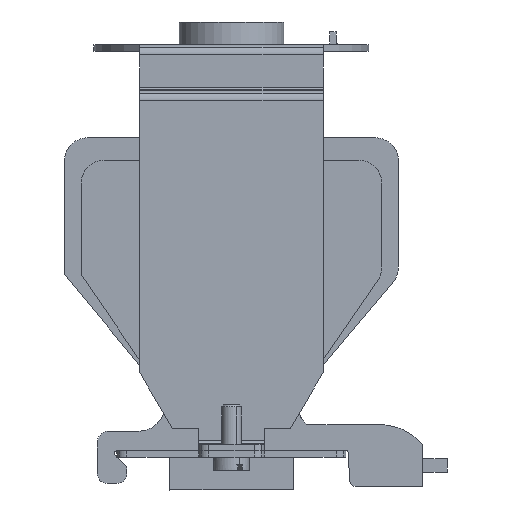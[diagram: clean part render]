
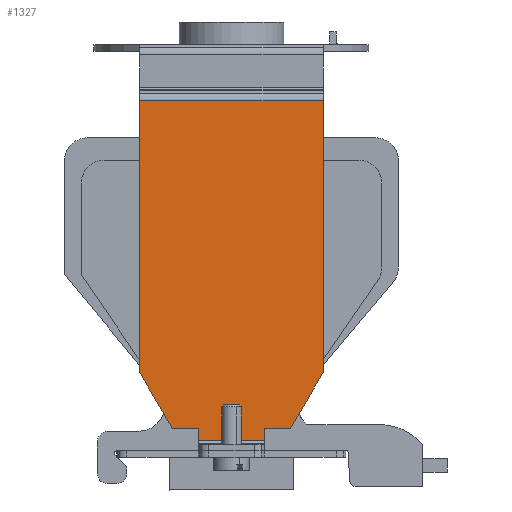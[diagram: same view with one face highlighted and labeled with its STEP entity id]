
A CAD part, left-side view. The second image highlights one B-rep face of the part: STEP entity #1327.
In plain terms, the highlighted planar face has unit normal (-1, 0, 0).
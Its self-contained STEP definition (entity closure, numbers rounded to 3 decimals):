
#1327=ADVANCED_FACE('',(#2708),#2709,.T.);
#2708=FACE_OUTER_BOUND('',#4161,.T.);
#2709=PLANE('',#4162);
#4161=EDGE_LOOP('',(#8165,#8166,#8167,#8168,#8169,#8170,#8171,#8172,#8173,#8174));
#4162=AXIS2_PLACEMENT_3D('',#8175,#8176,#8177);
#8165=ORIENTED_EDGE('',*,*,#10459,.F.);
#8166=ORIENTED_EDGE('',*,*,#10462,.T.);
#8167=ORIENTED_EDGE('',*,*,#10463,.F.);
#8168=ORIENTED_EDGE('',*,*,#10464,.T.);
#8169=ORIENTED_EDGE('',*,*,#10465,.F.);
#8170=ORIENTED_EDGE('',*,*,#10466,.T.);
#8171=ORIENTED_EDGE('',*,*,#10467,.T.);
#8172=ORIENTED_EDGE('',*,*,#10360,.F.);
#8173=ORIENTED_EDGE('',*,*,#10468,.T.);
#8174=ORIENTED_EDGE('',*,*,#10469,.T.);
#8175=CARTESIAN_POINT('',(125.119,370.786,29.));
#8176=DIRECTION('',(-1.0,0.,0.));
#8177=DIRECTION('',(0.,0.,1.0));
#10360=EDGE_CURVE('',#12887,#12889,#12890,.T.);
#10459=EDGE_CURVE('',#13060,#13062,#13063,.T.);
#10462=EDGE_CURVE('',#13060,#13066,#13067,.T.);
#10463=EDGE_CURVE('',#13068,#13066,#13069,.T.);
#10464=EDGE_CURVE('',#13068,#13070,#13071,.T.);
#10465=EDGE_CURVE('',#13072,#13070,#13073,.T.);
#10466=EDGE_CURVE('',#13072,#13074,#13075,.T.);
#10467=EDGE_CURVE('',#13074,#12889,#13076,.T.);
#10468=EDGE_CURVE('',#12887,#13077,#13078,.T.);
#10469=EDGE_CURVE('',#13077,#13062,#13079,.T.);
#12887=VERTEX_POINT('',#16460);
#12889=VERTEX_POINT('',#16462);
#12890=LINE('',#16463,#16464);
#13060=VERTEX_POINT('',#16681);
#13062=VERTEX_POINT('',#16684);
#13063=LINE('',#16685,#16686);
#13066=VERTEX_POINT('',#16690);
#13067=LINE('',#16691,#16692);
#13068=VERTEX_POINT('',#16693);
#13069=LINE('',#16694,#16695);
#13070=VERTEX_POINT('',#16696);
#13071=LINE('',#16697,#16698);
#13072=VERTEX_POINT('',#16699);
#13073=LINE('',#16700,#16701);
#13074=VERTEX_POINT('',#16702);
#13075=LINE('',#16703,#16704);
#13076=LINE('',#16705,#16706);
#13077=VERTEX_POINT('',#16707);
#13078=LINE('',#16708,#16709);
#13079=LINE('',#16710,#16711);
#16460=CARTESIAN_POINT('',(125.119,379.786,2.5));
#16462=CARTESIAN_POINT('',(125.119,389.786,2.5));
#16463=CARTESIAN_POINT('',(125.119,370.786,2.5));
#16464=VECTOR('',#18542,1.0);
#16681=CARTESIAN_POINT('',(125.119,370.786,12.9));
#16684=CARTESIAN_POINT('',(125.119,375.786,4.4));
#16685=CARTESIAN_POINT('',(125.119,368.518,16.756));
#16686=VECTOR('',#18690,1.);
#16690=CARTESIAN_POINT('',(125.119,370.786,54.5));
#16691=CARTESIAN_POINT('',(125.119,370.786,2.));
#16692=VECTOR('',#18692,1.0);
#16693=CARTESIAN_POINT('',(125.119,398.786,54.5));
#16694=CARTESIAN_POINT('',(125.119,370.786,54.5));
#16695=VECTOR('',#18693,1.0);
#16696=CARTESIAN_POINT('',(125.119,398.786,12.9));
#16697=CARTESIAN_POINT('',(125.119,398.786,2.));
#16698=VECTOR('',#18694,1.0);
#16699=CARTESIAN_POINT('',(125.119,393.786,4.4));
#16700=CARTESIAN_POINT('',(125.119,397.455,10.637));
#16701=VECTOR('',#18695,1.);
#16702=CARTESIAN_POINT('',(125.119,389.786,4.4));
#16703=CARTESIAN_POINT('',(125.119,382.536,4.4));
#16704=VECTOR('',#18696,1.0);
#16705=CARTESIAN_POINT('',(125.119,389.786,14.6));
#16706=VECTOR('',#18697,1.0);
#16707=CARTESIAN_POINT('',(125.119,379.786,4.4));
#16708=CARTESIAN_POINT('',(125.119,379.786,14.6));
#16709=VECTOR('',#18698,1.0);
#16710=CARTESIAN_POINT('',(125.119,373.036,4.4));
#16711=VECTOR('',#18699,1.0);
#18542=DIRECTION('',(0.,1.0,0.));
#18690=DIRECTION('',(0.,0.507,-0.862));
#18692=DIRECTION('',(0.,0.,1.0));
#18693=DIRECTION('',(0.,-1.0,0.));
#18694=DIRECTION('',(0.,0.,-1.0));
#18695=DIRECTION('',(0.,0.507,0.862));
#18696=DIRECTION('',(0.,-1.0,0.));
#18697=DIRECTION('',(0.,0.,-1.0));
#18698=DIRECTION('',(0.,0.,1.0));
#18699=DIRECTION('',(0.,-1.0,0.));
